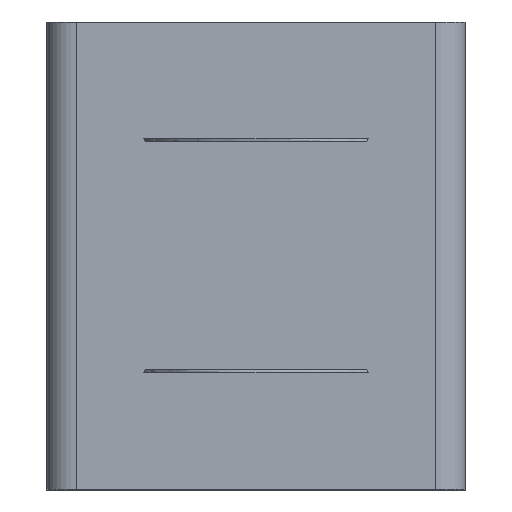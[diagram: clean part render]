
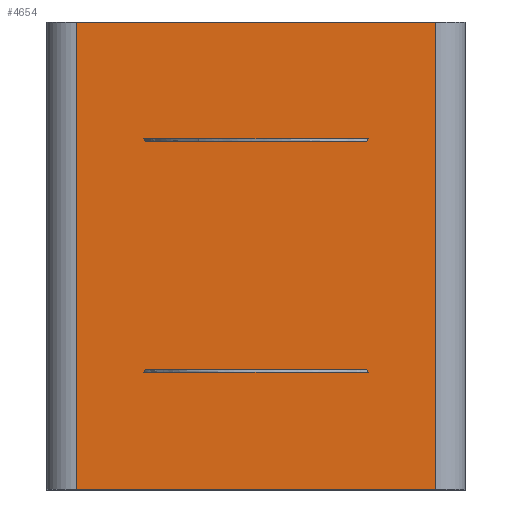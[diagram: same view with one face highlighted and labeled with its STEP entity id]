
A CAD part, top view. The second image highlights one B-rep face of the part: STEP entity #4654.
In plain terms, the highlighted planar face has unit normal (0, 0, 1).
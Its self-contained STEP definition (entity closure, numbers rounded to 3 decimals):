
#578=ORIENTED_EDGE('',*,*,#1672,.F.);
#579=ORIENTED_EDGE('',*,*,#1673,.T.);
#580=ORIENTED_EDGE('',*,*,#1629,.F.);
#581=ORIENTED_EDGE('',*,*,#1674,.F.);
#582=ORIENTED_EDGE('',*,*,#1675,.F.);
#583=ORIENTED_EDGE('',*,*,#1667,.F.);
#584=ORIENTED_EDGE('',*,*,#1676,.F.);
#585=ORIENTED_EDGE('',*,*,#1677,.T.);
#586=ORIENTED_EDGE('',*,*,#1678,.F.);
#587=ORIENTED_EDGE('',*,*,#1679,.T.);
#588=ORIENTED_EDGE('',*,*,#1680,.F.);
#589=ORIENTED_EDGE('',*,*,#1681,.F.);
#1629=EDGE_CURVE('',#2180,#2181,#2557,.T.);
#1667=EDGE_CURVE('',#2214,#2215,#2569,.T.);
#1672=EDGE_CURVE('',#2218,#2219,#2573,.T.);
#1673=EDGE_CURVE('',#2218,#2181,#2574,.T.);
#1674=EDGE_CURVE('',#2219,#2180,#2575,.T.);
#1675=EDGE_CURVE('',#2215,#2220,#2576,.T.);
#1676=EDGE_CURVE('',#2221,#2214,#2577,.T.);
#1677=EDGE_CURVE('',#2221,#2220,#2578,.T.);
#1678=EDGE_CURVE('',#2222,#2223,#2579,.T.);
#1679=EDGE_CURVE('',#2222,#2224,#2580,.T.);
#1680=EDGE_CURVE('',#2225,#2224,#2581,.T.);
#1681=EDGE_CURVE('',#2223,#2225,#2582,.T.);
#2180=VERTEX_POINT('',#5606);
#2181=VERTEX_POINT('',#5608);
#2214=VERTEX_POINT('',#5824);
#2215=VERTEX_POINT('',#5826);
#2218=VERTEX_POINT('',#5836);
#2219=VERTEX_POINT('',#5837);
#2220=VERTEX_POINT('',#5841);
#2221=VERTEX_POINT('',#5843);
#2222=VERTEX_POINT('',#5846);
#2223=VERTEX_POINT('',#5847);
#2224=VERTEX_POINT('',#5849);
#2225=VERTEX_POINT('',#5851);
#2557=LINE('',#5607,#2698);
#2569=LINE('',#5825,#2710);
#2573=LINE('',#5835,#2714);
#2574=LINE('',#5838,#2715);
#2575=LINE('',#5839,#2716);
#2576=LINE('',#5840,#2717);
#2577=LINE('',#5842,#2718);
#2578=LINE('',#5844,#2719);
#2579=LINE('',#5845,#2720);
#2580=LINE('',#5848,#2721);
#2581=LINE('',#5850,#2722);
#2582=LINE('',#5852,#2723);
#2698=VECTOR('',#5051,1000.);
#2710=VECTOR('',#5093,1000.);
#2714=VECTOR('',#5103,1000.);
#2715=VECTOR('',#5104,1000.);
#2716=VECTOR('',#5105,1000.);
#2717=VECTOR('',#5106,1000.);
#2718=VECTOR('',#5107,1000.);
#2719=VECTOR('',#5108,1000.);
#2720=VECTOR('',#5109,1000.);
#2721=VECTOR('',#5110,1000.);
#2722=VECTOR('',#5111,1000.);
#2723=VECTOR('',#5112,1000.);
#2839=EDGE_LOOP('',(#578,#579,#580,#581));
#2840=EDGE_LOOP('',(#582,#583,#584,#585));
#2841=EDGE_LOOP('',(#586,#587,#588,#589));
#3078=FACE_BOUND('',#2839,.T.);
#3079=FACE_BOUND('',#2840,.T.);
#3080=FACE_BOUND('',#2841,.T.);
#3310=PLANE('',#4849);
#4654=ADVANCED_FACE('',(#3078,#3079,#3080),#3310,.T.);
#4849=AXIS2_PLACEMENT_3D('',#5834,#5101,#5102);
#5051=DIRECTION('',(0.447,0.894,0.));
#5093=DIRECTION('',(0.,1.,0.));
#5101=DIRECTION('',(0.,0.,1.));
#5102=DIRECTION('',(1.,0.,0.));
#5103=DIRECTION('',(0.447,-0.894,0.));
#5104=DIRECTION('',(1.,0.,0.));
#5105=DIRECTION('',(1.,0.,0.));
#5106=DIRECTION('',(1.,0.,0.));
#5107=DIRECTION('',(-1.,0.,0.));
#5108=DIRECTION('',(0.,1.,0.));
#5109=DIRECTION('',(-0.447,0.894,0.));
#5110=DIRECTION('',(-1.,0.,0.));
#5111=DIRECTION('',(-0.447,-0.894,0.));
#5112=DIRECTION('',(-1.,0.,0.));
#5606=CARTESIAN_POINT('',(3.7,-0.1,21.));
#5607=CARTESIAN_POINT('',(3.7,-0.1,21.));
#5608=CARTESIAN_POINT('',(3.75,0.,21.));
#5824=CARTESIAN_POINT('',(-6.,-11.7,21.));
#5825=CARTESIAN_POINT('',(-6.,-3.9,21.));
#5826=CARTESIAN_POINT('',(-6.,3.9,21.));
#5834=CARTESIAN_POINT('',(-7.,-3.9,21.));
#5835=CARTESIAN_POINT('',(-3.75,0.,21.));
#5836=CARTESIAN_POINT('',(-3.75,0.,21.));
#5837=CARTESIAN_POINT('',(-3.7,-0.1,21.));
#5838=CARTESIAN_POINT('',(-7.,0.,21.));
#5839=CARTESIAN_POINT('',(-3.7,-0.1,21.));
#5840=CARTESIAN_POINT('',(-7.,3.9,21.));
#5841=CARTESIAN_POINT('',(6.,3.9,21.));
#5842=CARTESIAN_POINT('',(7.,-11.7,21.));
#5843=CARTESIAN_POINT('',(6.,-11.7,21.));
#5844=CARTESIAN_POINT('',(6.,-3.9,21.));
#5845=CARTESIAN_POINT('',(3.75,-7.8,21.));
#5846=CARTESIAN_POINT('',(3.75,-7.8,21.));
#5847=CARTESIAN_POINT('',(3.7,-7.7,21.));
#5848=CARTESIAN_POINT('',(7.,-7.8,21.));
#5849=CARTESIAN_POINT('',(-3.75,-7.8,21.));
#5850=CARTESIAN_POINT('',(-3.7,-7.7,21.));
#5851=CARTESIAN_POINT('',(-3.7,-7.7,21.));
#5852=CARTESIAN_POINT('',(3.7,-7.7,21.));
